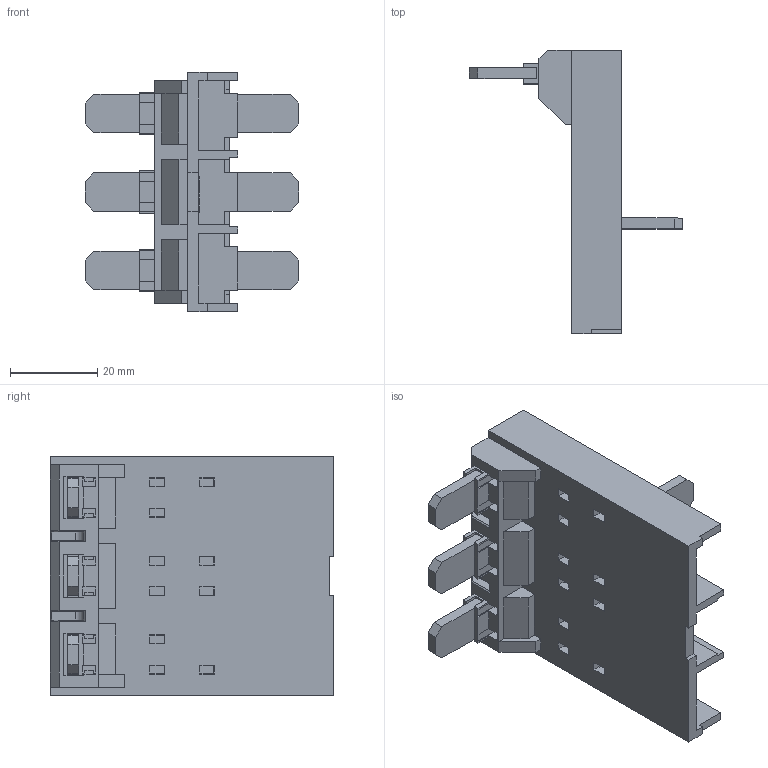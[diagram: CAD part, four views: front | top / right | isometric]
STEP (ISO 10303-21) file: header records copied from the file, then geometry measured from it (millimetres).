
FILE_DESCRIPTION (( 'STEP AP203' ), '1' );
FILE_NAME ('HMX3-LM63-DC.step', '2022-11-01T18:16:53', ( '' ), ( '' ), 'SwSTEP 2.0', 'SolidWorks 2021', '' );
FILE_SCHEMA (( 'CONFIG_CONTROL_DESIGN' ));
Length unit declared in the file: inch
Products named in the file (1): HMX3-LM63-DC
Bounding box: 49 x 65 x 55 mm (x, y, z)
Volume: 21252 mm3; surface area: 21720.9 mm2
Topology: 1 solids, 1 shells, 773 faces, 2230 edges, 1436 vertices
Faces by surface type: plane 753, cylinder 20
Entity records: 24847 total; most frequent: ORIENTED_EDGE 4460, CARTESIAN_POINT 4440, DIRECTION 3830, EDGE_CURVE 2230, VECTOR 2178, LINE 2178, VERTEX_POINT 1436, AXIS2_PLACEMENT_3D 826
